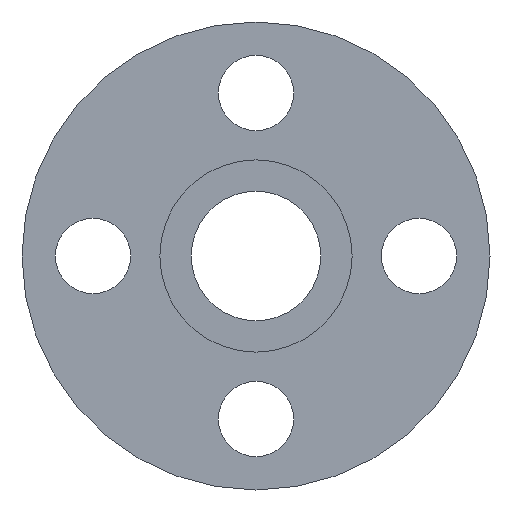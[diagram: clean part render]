
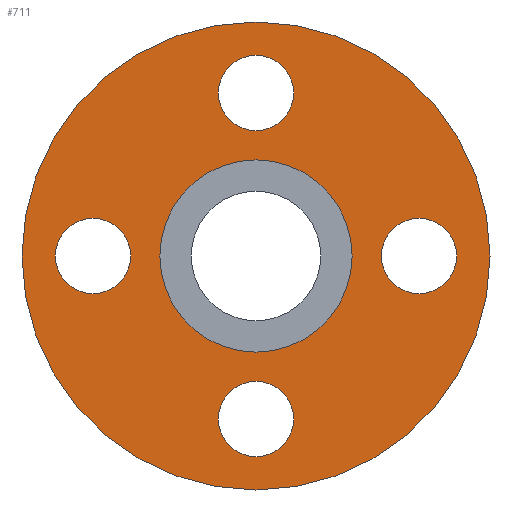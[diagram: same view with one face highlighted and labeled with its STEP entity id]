
A CAD part, left-side view. The second image highlights one B-rep face of the part: STEP entity #711.
In plain terms, the highlighted planar face has unit normal (-1, 0, 0).
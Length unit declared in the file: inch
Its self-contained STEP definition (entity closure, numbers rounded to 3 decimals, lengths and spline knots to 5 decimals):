
#6 = DIRECTION ( 'NONE',  ( -1., 0., 0. ) ) ;
#7 = DIRECTION ( 'NONE',  ( 0., 0., 1. ) ) ;
#11 = AXIS2_PLACEMENT_3D ( 'NONE', #608, #244, #7 ) ;
#13 = CARTESIAN_POINT ( 'NONE',  ( 0.10586, 0., 3. ) ) ;
#15 = ORIENTED_EDGE ( 'NONE', *, *, #718, .F. ) ;
#17 = ORIENTED_EDGE ( 'NONE', *, *, #207, .F. ) ;
#21 = ORIENTED_EDGE ( 'NONE', *, *, #663, .F. ) ;
#23 = EDGE_CURVE ( 'NONE', #665, #466, #401, .T. ) ;
#24 = DIRECTION ( 'NONE',  ( 0., 1., 0. ) ) ;
#25 = ORIENTED_EDGE ( 'NONE', *, *, #531, .F. ) ;
#36 = AXIS2_PLACEMENT_3D ( 'NONE', #592, #650, #193 ) ;
#61 = DIRECTION ( 'NONE',  ( 0., 0., 1. ) ) ;
#64 = VERTEX_POINT ( 'NONE', #162 ) ;
#71 = CARTESIAN_POINT ( 'NONE',  ( 0.10586, 2.4375, 0. ) ) ;
#72 = DIRECTION ( 'NONE',  ( 0., 0., 1. ) ) ;
#78 = FACE_BOUND ( 'NONE', #582, .T. ) ;
#81 = CARTESIAN_POINT ( 'NONE',  ( 0.10586, 0., -2.4375 ) ) ;
#87 = EDGE_LOOP ( 'NONE', ( #17, #233 ) ) ;
#111 = FACE_BOUND ( 'NONE', #621, .T. ) ;
#119 = FACE_OUTER_BOUND ( 'NONE', #227, .T. ) ;
#121 = CARTESIAN_POINT ( 'NONE',  ( 0.10586, 2.4375, -0.5625 ) ) ;
#157 = CARTESIAN_POINT ( 'NONE',  ( 0.10586, 0., 1.4375 ) ) ;
#162 = CARTESIAN_POINT ( 'NONE',  ( 0.10586, 0., 1.875 ) ) ;
#170 = EDGE_CURVE ( 'NONE', #442, #319, #284, .T. ) ;
#171 = DIRECTION ( 'NONE',  ( 0., -1., 0. ) ) ;
#175 = EDGE_CURVE ( 'NONE', #64, #537, #729, .T. ) ;
#176 = CIRCLE ( 'NONE', #743, 0.5625 ) ;
#180 = DIRECTION ( 'NONE',  ( -1., 0., 0. ) ) ;
#189 = DIRECTION ( 'NONE',  ( -1., 0., 0. ) ) ;
#193 = DIRECTION ( 'NONE',  ( 0., 0., 1. ) ) ;
#197 = EDGE_CURVE ( 'NONE', #537, #64, #380, .T. ) ;
#203 = ORIENTED_EDGE ( 'NONE', *, *, #593, .F. ) ;
#207 = EDGE_CURVE ( 'NONE', #466, #665, #744, .T. ) ;
#213 = ORIENTED_EDGE ( 'NONE', *, *, #265, .F. ) ;
#225 = VERTEX_POINT ( 'NONE', #409 ) ;
#227 = EDGE_LOOP ( 'NONE', ( #613, #489 ) ) ;
#233 = ORIENTED_EDGE ( 'NONE', *, *, #23, .F. ) ;
#235 = DIRECTION ( 'NONE',  ( 0., -1., 0. ) ) ;
#244 = DIRECTION ( 'NONE',  ( -1., 0., 0. ) ) ;
#246 = DIRECTION ( 'NONE',  ( 0., 1., 0. ) ) ;
#248 = CARTESIAN_POINT ( 'NONE',  ( 0.10586, -2.4375, -0.5625 ) ) ;
#250 = CIRCLE ( 'NONE', #447, 0.5625 ) ;
#252 = CARTESIAN_POINT ( 'NONE',  ( 0.10586, 0., 0. ) ) ;
#258 = EDGE_LOOP ( 'NONE', ( #599, #424 ) ) ;
#265 = EDGE_CURVE ( 'NONE', #225, #606, #250, .T. ) ;
#266 = DIRECTION ( 'NONE',  ( -1., 0., 0. ) ) ;
#275 = DIRECTION ( 'NONE',  ( -1., 0., 0. ) ) ;
#284 = CIRCLE ( 'NONE', #554, 0.5625 ) ;
#296 = DIRECTION ( 'NONE',  ( -1., 0., 0. ) ) ;
#307 = CARTESIAN_POINT ( 'NONE',  ( 0.10586, -2.4375, 0. ) ) ;
#308 = DIRECTION ( 'NONE',  ( -1., 0., 0. ) ) ;
#316 = AXIS2_PLACEMENT_3D ( 'NONE', #307, #180, #529 ) ;
#319 = VERTEX_POINT ( 'NONE', #568 ) ;
#330 = CARTESIAN_POINT ( 'NONE',  ( 0.10586, -2.4375, 0. ) ) ;
#335 = CIRCLE ( 'NONE', #11, 1.4375 ) ;
#342 = CARTESIAN_POINT ( 'NONE',  ( 0.10586, 0., -2.4375 ) ) ;
#347 = CIRCLE ( 'NONE', #413, 3.5 ) ;
#349 = AXIS2_PLACEMENT_3D ( 'NONE', #666, #463, #171 ) ;
#351 = VERTEX_POINT ( 'NONE', #561 ) ;
#380 = CIRCLE ( 'NONE', #349, 0.5625 ) ;
#387 = CIRCLE ( 'NONE', #36, 1.4375 ) ;
#389 = AXIS2_PLACEMENT_3D ( 'NONE', #405, #706, #235 ) ;
#400 = AXIS2_PLACEMENT_3D ( 'NONE', #81, #308, #24 ) ;
#401 = CIRCLE ( 'NONE', #638, 0.5625 ) ;
#405 = CARTESIAN_POINT ( 'NONE',  ( 0.10586, 0., 2.4375 ) ) ;
#409 = CARTESIAN_POINT ( 'NONE',  ( 0.10586, 2.4375, 0.5625 ) ) ;
#410 = VERTEX_POINT ( 'NONE', #457 ) ;
#413 = AXIS2_PLACEMENT_3D ( 'NONE', #252, #491, #755 ) ;
#424 = ORIENTED_EDGE ( 'NONE', *, *, #175, .F. ) ;
#437 = EDGE_LOOP ( 'NONE', ( #213, #15 ) ) ;
#442 = VERTEX_POINT ( 'NONE', #757 ) ;
#444 = CARTESIAN_POINT ( 'NONE',  ( 0.10586, 2.4375, 0. ) ) ;
#447 = AXIS2_PLACEMENT_3D ( 'NONE', #444, #266, #619 ) ;
#456 = CIRCLE ( 'NONE', #488, 3.5 ) ;
#457 = CARTESIAN_POINT ( 'NONE',  ( 0.10586, 0., 3.5 ) ) ;
#461 = FACE_BOUND ( 'NONE', #87, .T. ) ;
#462 = CARTESIAN_POINT ( 'NONE',  ( 0.10586, -2.4375, 0.5625 ) ) ;
#463 = DIRECTION ( 'NONE',  ( -1., 0., 0. ) ) ;
#466 = VERTEX_POINT ( 'NONE', #462 ) ;
#482 = FACE_BOUND ( 'NONE', #258, .T. ) ;
#488 = AXIS2_PLACEMENT_3D ( 'NONE', #673, #189, #72 ) ;
#489 = ORIENTED_EDGE ( 'NONE', *, *, #684, .T. ) ;
#491 = DIRECTION ( 'NONE',  ( -1., 0., 0. ) ) ;
#493 = VERTEX_POINT ( 'NONE', #157 ) ;
#524 = DIRECTION ( 'NONE',  ( -1., 0., 0. ) ) ;
#529 = DIRECTION ( 'NONE',  ( 0., 0., -1. ) ) ;
#531 = EDGE_CURVE ( 'NONE', #730, #493, #335, .T. ) ;
#534 = PLANE ( 'NONE',  #564 ) ;
#537 = VERTEX_POINT ( 'NONE', #13 ) ;
#541 = FACE_BOUND ( 'NONE', #437, .T. ) ;
#554 = AXIS2_PLACEMENT_3D ( 'NONE', #342, #524, #246 ) ;
#561 = CARTESIAN_POINT ( 'NONE',  ( 0.10586, 0., -3.5 ) ) ;
#564 = AXIS2_PLACEMENT_3D ( 'NONE', #723, #6, #662 ) ;
#568 = CARTESIAN_POINT ( 'NONE',  ( 0.10586, 0., -1.875 ) ) ;
#582 = EDGE_LOOP ( 'NONE', ( #21, #647 ) ) ;
#585 = CARTESIAN_POINT ( 'NONE',  ( 0.10586, 0., -1.4375 ) ) ;
#592 = CARTESIAN_POINT ( 'NONE',  ( 0.10586, 0., 0. ) ) ;
#593 = EDGE_CURVE ( 'NONE', #493, #730, #387, .T. ) ;
#599 = ORIENTED_EDGE ( 'NONE', *, *, #197, .F. ) ;
#601 = EDGE_CURVE ( 'NONE', #410, #351, #456, .T. ) ;
#606 = VERTEX_POINT ( 'NONE', #121 ) ;
#608 = CARTESIAN_POINT ( 'NONE',  ( 0.10586, 0., 0. ) ) ;
#613 = ORIENTED_EDGE ( 'NONE', *, *, #601, .T. ) ;
#619 = DIRECTION ( 'NONE',  ( 0., 0., 1. ) ) ;
#621 = EDGE_LOOP ( 'NONE', ( #203, #25 ) ) ;
#638 = AXIS2_PLACEMENT_3D ( 'NONE', #330, #275, #752 ) ;
#647 = ORIENTED_EDGE ( 'NONE', *, *, #170, .F. ) ;
#650 = DIRECTION ( 'NONE',  ( -1., 0., 0. ) ) ;
#662 = DIRECTION ( 'NONE',  ( 0., 0., 1. ) ) ;
#663 = EDGE_CURVE ( 'NONE', #319, #442, #754, .T. ) ;
#665 = VERTEX_POINT ( 'NONE', #248 ) ;
#666 = CARTESIAN_POINT ( 'NONE',  ( 0.10586, 0., 2.4375 ) ) ;
#673 = CARTESIAN_POINT ( 'NONE',  ( 0.10586, 0., 0. ) ) ;
#684 = EDGE_CURVE ( 'NONE', #351, #410, #347, .T. ) ;
#706 = DIRECTION ( 'NONE',  ( -1., 0., 0. ) ) ;
#711 = ADVANCED_FACE ( 'NONE', ( #482, #461, #78, #541, #119, #111 ), #534, .T. ) ;
#718 = EDGE_CURVE ( 'NONE', #606, #225, #176, .T. ) ;
#723 = CARTESIAN_POINT ( 'NONE',  ( 0.10586, 0., 0. ) ) ;
#729 = CIRCLE ( 'NONE', #389, 0.5625 ) ;
#730 = VERTEX_POINT ( 'NONE', #585 ) ;
#743 = AXIS2_PLACEMENT_3D ( 'NONE', #71, #296, #61 ) ;
#744 = CIRCLE ( 'NONE', #316, 0.5625 ) ;
#752 = DIRECTION ( 'NONE',  ( 0., 0., -1. ) ) ;
#754 = CIRCLE ( 'NONE', #400, 0.5625 ) ;
#755 = DIRECTION ( 'NONE',  ( 0., 0., 1. ) ) ;
#757 = CARTESIAN_POINT ( 'NONE',  ( 0.10586, 0., -3. ) ) ;
